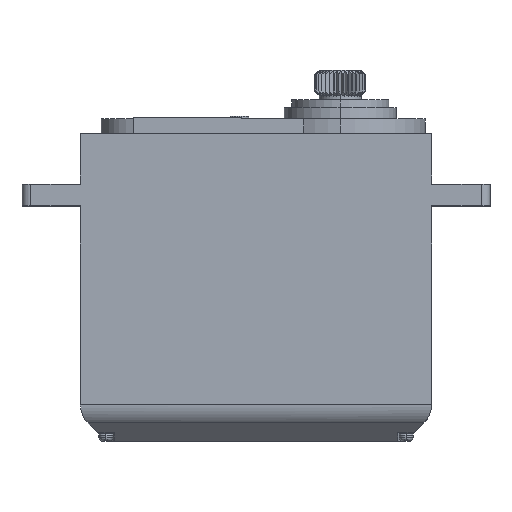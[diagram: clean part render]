
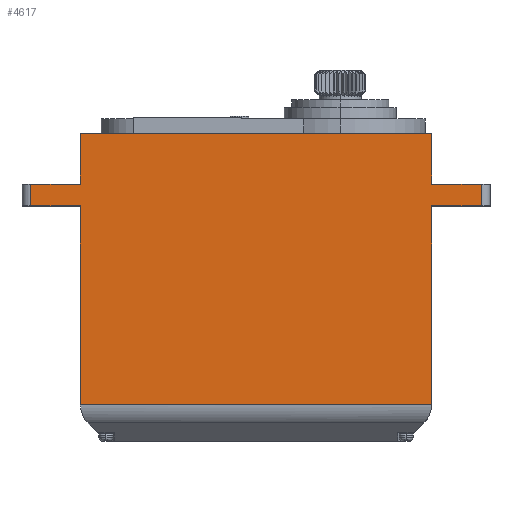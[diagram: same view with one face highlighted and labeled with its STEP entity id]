
A CAD part, top view. The second image highlights one B-rep face of the part: STEP entity #4617.
In plain terms, the highlighted planar face has unit normal (0, 0, 1).
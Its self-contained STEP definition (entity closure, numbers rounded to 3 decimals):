
#1 = LINE ( 'NONE', #12268, #12634 ) ;
#27 = ORIENTED_EDGE ( 'NONE', *, *, #6521, .T. ) ;
#36 = CARTESIAN_POINT ( 'NONE',  ( 27.373, 27.03, 8.191 ) ) ;
#57 = CARTESIAN_POINT ( 'NONE',  ( -18.657, 35.37, 8.191 ) ) ;
#541 = CARTESIAN_POINT ( 'NONE',  ( -18.657, 4.243, 8.191 ) ) ;
#559 = VECTOR ( 'NONE', #8147, 1000. ) ;
#714 = DIRECTION ( 'NONE',  ( 0., 1., 0. ) ) ;
#724 = CARTESIAN_POINT ( 'NONE',  ( 21.663, 35.37, 8.191 ) ) ;
#787 = DIRECTION ( 'NONE',  ( -1., 0., 0. ) ) ;
#1175 = LINE ( 'NONE', #2286, #13442 ) ;
#1268 = DIRECTION ( 'NONE',  ( 1., 0., 0. ) ) ;
#1657 = VECTOR ( 'NONE', #13838, 1000. ) ;
#1747 = ORIENTED_EDGE ( 'NONE', *, *, #10774, .T. ) ;
#2022 = VERTEX_POINT ( 'NONE', #9027 ) ;
#2097 = LINE ( 'NONE', #57, #14742 ) ;
#2144 = ORIENTED_EDGE ( 'NONE', *, *, #6587, .F. ) ;
#2286 = CARTESIAN_POINT ( 'NONE',  ( -24.367, 29.53, 8.191 ) ) ;
#2478 = EDGE_CURVE ( 'NONE', #10582, #4988, #4939, .T. ) ;
#2687 = VECTOR ( 'NONE', #14555, 1000. ) ;
#2876 = AXIS2_PLACEMENT_3D ( 'NONE', #4329, #7895, #787 ) ;
#3131 = CARTESIAN_POINT ( 'NONE',  ( -18.657, 35.37, 8.191 ) ) ;
#3411 = LINE ( 'NONE', #14939, #9397 ) ;
#3491 = ORIENTED_EDGE ( 'NONE', *, *, #14026, .T. ) ;
#3944 = CARTESIAN_POINT ( 'NONE',  ( 21.663, 27.03, 8.191 ) ) ;
#4329 = CARTESIAN_POINT ( 'NONE',  ( -18.657, 35.37, 8.191 ) ) ;
#4501 = ORIENTED_EDGE ( 'NONE', *, *, #14676, .F. ) ;
#4617 = ADVANCED_FACE ( 'NONE', ( #8440 ), #10260, .F. ) ;
#4820 = LINE ( 'NONE', #3131, #1657 ) ;
#4939 = LINE ( 'NONE', #7587, #8100 ) ;
#4988 = VERTEX_POINT ( 'NONE', #7468 ) ;
#5163 = DIRECTION ( 'NONE',  ( -1., 0., 0. ) ) ;
#5236 = DIRECTION ( 'NONE',  ( -1., 0., 0. ) ) ;
#5676 = CARTESIAN_POINT ( 'NONE',  ( 27.373, 35.37, 8.191 ) ) ;
#6103 = CARTESIAN_POINT ( 'NONE',  ( -18.657, 29.53, 8.191 ) ) ;
#6502 = ORIENTED_EDGE ( 'NONE', *, *, #11168, .F. ) ;
#6521 = EDGE_CURVE ( 'NONE', #13630, #11657, #4820, .T. ) ;
#6587 = EDGE_CURVE ( 'NONE', #10582, #13717, #13179, .T. ) ;
#6862 = VECTOR ( 'NONE', #9294, 1000. ) ;
#6954 = CARTESIAN_POINT ( 'NONE',  ( -18.657, 35.37, 8.191 ) ) ;
#7074 = DIRECTION ( 'NONE',  ( 1., 0., 0. ) ) ;
#7215 = CARTESIAN_POINT ( 'NONE',  ( -24.367, 27.03, 8.191 ) ) ;
#7311 = DIRECTION ( 'NONE',  ( -1., 0., 0. ) ) ;
#7468 = CARTESIAN_POINT ( 'NONE',  ( 21.663, 29.53, 8.191 ) ) ;
#7587 = CARTESIAN_POINT ( 'NONE',  ( 28.373, 29.53, 8.191 ) ) ;
#7670 = VECTOR ( 'NONE', #7311, 1000. ) ;
#7750 = ORIENTED_EDGE ( 'NONE', *, *, #8785, .F. ) ;
#7793 = ORIENTED_EDGE ( 'NONE', *, *, #11773, .F. ) ;
#7895 = DIRECTION ( 'NONE',  ( 0., 0., -1. ) ) ;
#8031 = VERTEX_POINT ( 'NONE', #7215 ) ;
#8100 = VECTOR ( 'NONE', #5236, 1000. ) ;
#8147 = DIRECTION ( 'NONE',  ( 0., -1., 0. ) ) ;
#8215 = CARTESIAN_POINT ( 'NONE',  ( -18.657, 27.03, 8.191 ) ) ;
#8313 = CARTESIAN_POINT ( 'NONE',  ( 27.373, 29.53, 8.191 ) ) ;
#8440 = FACE_OUTER_BOUND ( 'NONE', #9898, .T. ) ;
#8785 = EDGE_CURVE ( 'NONE', #8031, #12027, #3411, .T. ) ;
#9018 = EDGE_CURVE ( 'NONE', #13630, #2022, #2097, .T. ) ;
#9027 = CARTESIAN_POINT ( 'NONE',  ( 21.663, 35.37, 8.191 ) ) ;
#9124 = VECTOR ( 'NONE', #12245, 1000. ) ;
#9290 = CARTESIAN_POINT ( 'NONE',  ( 21.663, 27.03, 8.191 ) ) ;
#9294 = DIRECTION ( 'NONE',  ( 0., -1., 0. ) ) ;
#9397 = VECTOR ( 'NONE', #714, 1000. ) ;
#9604 = VECTOR ( 'NONE', #10204, 1000. ) ;
#9722 = ORIENTED_EDGE ( 'NONE', *, *, #2478, .T. ) ;
#9898 = EDGE_LOOP ( 'NONE', ( #6502, #12874, #7793, #3491, #1747, #2144, #9722, #14934, #13345, #27, #4501, #7750 ) ) ;
#9932 = VERTEX_POINT ( 'NONE', #541 ) ;
#10058 = LINE ( 'NONE', #6954, #559 ) ;
#10204 = DIRECTION ( 'NONE',  ( 0., 1., 0. ) ) ;
#10260 = PLANE ( 'NONE',  #2876 ) ;
#10582 = VERTEX_POINT ( 'NONE', #8313 ) ;
#10774 = EDGE_CURVE ( 'NONE', #12039, #13717, #12233, .T. ) ;
#11168 = EDGE_CURVE ( 'NONE', #14672, #8031, #13971, .T. ) ;
#11621 = VERTEX_POINT ( 'NONE', #14333 ) ;
#11657 = VERTEX_POINT ( 'NONE', #6103 ) ;
#11773 = EDGE_CURVE ( 'NONE', #11621, #9932, #1, .T. ) ;
#12027 = VERTEX_POINT ( 'NONE', #12776 ) ;
#12039 = VERTEX_POINT ( 'NONE', #9290 ) ;
#12233 = LINE ( 'NONE', #3944, #9124 ) ;
#12245 = DIRECTION ( 'NONE',  ( 1., 0., 0. ) ) ;
#12268 = CARTESIAN_POINT ( 'NONE',  ( -18.657, 4.243, 8.191 ) ) ;
#12358 = LINE ( 'NONE', #724, #9604 ) ;
#12557 = LINE ( 'NONE', #14502, #2687 ) ;
#12634 = VECTOR ( 'NONE', #5163, 1000. ) ;
#12648 = EDGE_CURVE ( 'NONE', #14672, #9932, #10058, .T. ) ;
#12776 = CARTESIAN_POINT ( 'NONE',  ( -24.367, 29.53, 8.191 ) ) ;
#12874 = ORIENTED_EDGE ( 'NONE', *, *, #12648, .T. ) ;
#13179 = LINE ( 'NONE', #5676, #6862 ) ;
#13345 = ORIENTED_EDGE ( 'NONE', *, *, #9018, .F. ) ;
#13442 = VECTOR ( 'NONE', #7074, 1000. ) ;
#13630 = VERTEX_POINT ( 'NONE', #14112 ) ;
#13717 = VERTEX_POINT ( 'NONE', #36 ) ;
#13838 = DIRECTION ( 'NONE',  ( 0., -1., 0. ) ) ;
#13851 = EDGE_CURVE ( 'NONE', #4988, #2022, #12557, .T. ) ;
#13971 = LINE ( 'NONE', #14342, #7670 ) ;
#14026 = EDGE_CURVE ( 'NONE', #11621, #12039, #12358, .T. ) ;
#14112 = CARTESIAN_POINT ( 'NONE',  ( -18.657, 35.37, 8.191 ) ) ;
#14333 = CARTESIAN_POINT ( 'NONE',  ( 21.663, 4.243, 8.191 ) ) ;
#14342 = CARTESIAN_POINT ( 'NONE',  ( -18.657, 27.03, 8.191 ) ) ;
#14502 = CARTESIAN_POINT ( 'NONE',  ( 21.663, 35.37, 8.191 ) ) ;
#14555 = DIRECTION ( 'NONE',  ( 0., 1., 0. ) ) ;
#14672 = VERTEX_POINT ( 'NONE', #8215 ) ;
#14676 = EDGE_CURVE ( 'NONE', #12027, #11657, #1175, .T. ) ;
#14742 = VECTOR ( 'NONE', #1268, 1000. ) ;
#14934 = ORIENTED_EDGE ( 'NONE', *, *, #13851, .T. ) ;
#14939 = CARTESIAN_POINT ( 'NONE',  ( -24.367, 35.37, 8.191 ) ) ;
